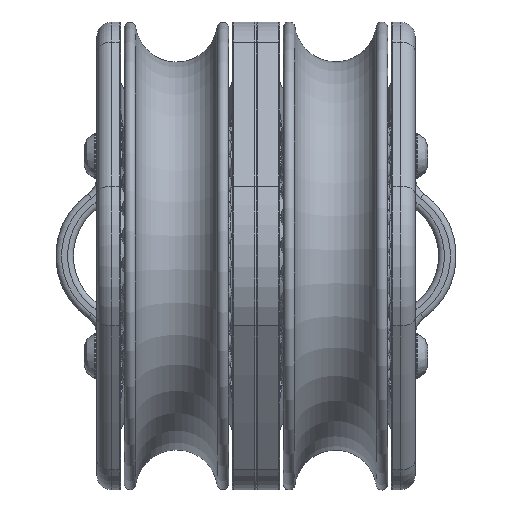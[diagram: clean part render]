
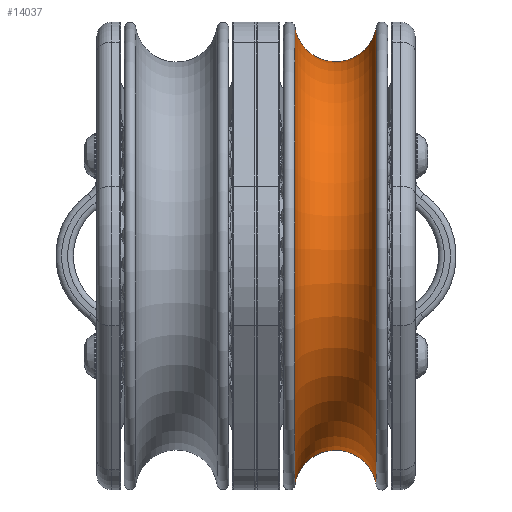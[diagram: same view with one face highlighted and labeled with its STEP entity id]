
A CAD part, front view. The second image highlights one B-rep face of the part: STEP entity #14037.
In plain terms, the highlighted toroidal (fillet/blend) face has major radius 40 mm and minor radius 7 mm.
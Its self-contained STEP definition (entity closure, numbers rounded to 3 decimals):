
#826=TOROIDAL_SURFACE('',#16152,40.,7.);
#1050=FACE_BOUND('',#3210,.T.);
#2042=FACE_OUTER_BOUND('',#3209,.T.);
#3209=EDGE_LOOP('',(#12597));
#3210=EDGE_LOOP('',(#12598));
#4490=CIRCLE('',#16101,38.927);
#4528=CIRCLE('',#16151,38.927);
#6725=VERTEX_POINT('',#28429);
#6763=VERTEX_POINT('',#28517);
#8709=EDGE_CURVE('',#6725,#6725,#4490,.T.);
#8747=EDGE_CURVE('',#6763,#6763,#4528,.T.);
#12597=ORIENTED_EDGE('',*,*,#8709,.F.);
#12598=ORIENTED_EDGE('',*,*,#8747,.T.);
#14037=ADVANCED_FACE('',(#2042,#1050),#826,.F.);
#16101=AXIS2_PLACEMENT_3D('',#28430,#20676,#20677);
#16151=AXIS2_PLACEMENT_3D('',#28518,#20776,#20777);
#16152=AXIS2_PLACEMENT_3D('',#28519,#20778,#20779);
#20676=DIRECTION('center_axis',(1.,0.,0.));
#20677=DIRECTION('ref_axis',(0.,0.787,0.617));
#20776=DIRECTION('center_axis',(1.,0.,0.));
#20777=DIRECTION('ref_axis',(0.,0.787,0.617));
#20778=DIRECTION('center_axis',(1.,0.,0.));
#20779=DIRECTION('ref_axis',(0.,0.617,-0.787));
#28429=CARTESIAN_POINT('',(20.417,24.025,-30.628));
#28430=CARTESIAN_POINT('Origin',(20.417,0.,
0.));
#28517=CARTESIAN_POINT('',(6.583,24.025,-30.628));
#28518=CARTESIAN_POINT('Origin',(6.583,0.,
0.));
#28519=CARTESIAN_POINT('Origin',(13.5,0.,
0.));
